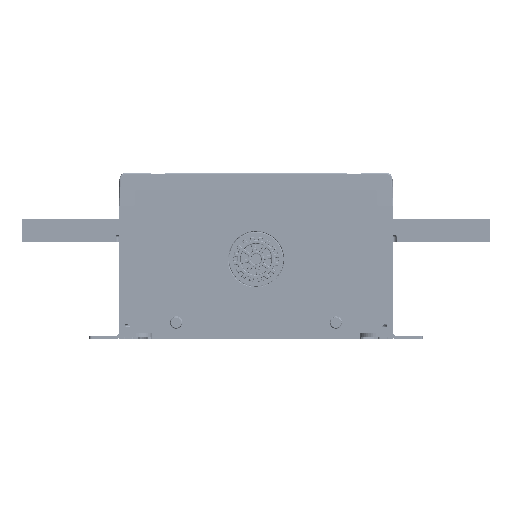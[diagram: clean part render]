
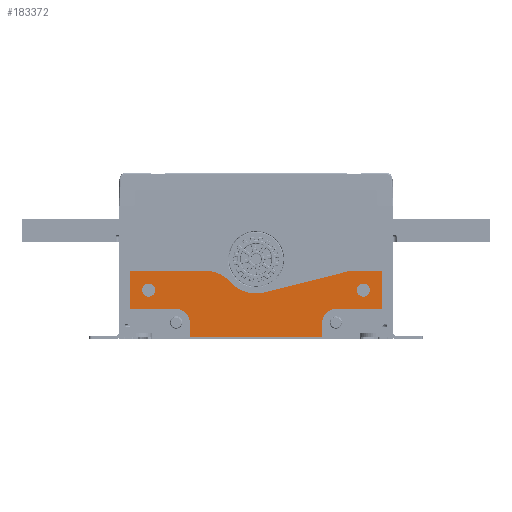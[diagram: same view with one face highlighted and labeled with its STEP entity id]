
A CAD part, front view. The second image highlights one B-rep face of the part: STEP entity #183372.
In plain terms, the highlighted planar face has unit normal (0, -1, 0).
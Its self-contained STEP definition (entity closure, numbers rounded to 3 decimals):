
#28416=DIRECTION('',(-1.,0.,0.));
#28417=VECTOR('',#28416,40.);
#28418=CARTESIAN_POINT('',(120.991,-375.468,
86.792));
#28419=LINE('',#28418,#28417);
#28420=CARTESIAN_POINT('',(80.991,-375.468,
74.792));
#28421=DIRECTION('',(0.,-1.,0.));
#28422=DIRECTION('',(0.,0.,1.));
#28423=AXIS2_PLACEMENT_3D('',#28420,#28421,#28422);
#28425=DIRECTION('',(0.,0.,-1.));
#28426=VECTOR('',#28425,12.5);
#28427=CARTESIAN_POINT('',(68.991,-375.468,
74.792));
#28428=LINE('',#28427,#28426);
#28429=DIRECTION('',(-1.,0.,0.));
#28430=VECTOR('',#28429,116.);
#28431=CARTESIAN_POINT('',(68.991,-375.468,
62.292));
#28432=LINE('',#28431,#28430);
#28433=DIRECTION('',(0.,0.,1.));
#28434=VECTOR('',#28433,12.5);
#28435=CARTESIAN_POINT('',(-47.009,-375.468,
62.292));
#28436=LINE('',#28435,#28434);
#28437=CARTESIAN_POINT('',(-59.009,-375.468,
74.792));
#28438=DIRECTION('',(0.,-1.,0.));
#28439=DIRECTION('',(1.,0.,0.));
#28440=AXIS2_PLACEMENT_3D('',#28437,#28438,#28439);
#28442=DIRECTION('',(-1.,0.,0.));
#28443=VECTOR('',#28442,40.);
#28444=CARTESIAN_POINT('',(-59.009,-375.468,
86.792));
#28445=LINE('',#28444,#28443);
#28446=DIRECTION('',(0.,0.,1.));
#28447=VECTOR('',#28446,33.5);
#28448=CARTESIAN_POINT('',(-99.009,-375.468,
86.792));
#28449=LINE('',#28448,#28447);
#28450=CARTESIAN_POINT('',(-33.731,-375.468,
90.292));
#28451=DIRECTION('',(0.,1.,0.));
#28452=DIRECTION('',(0.,0.,1.));
#28453=AXIS2_PLACEMENT_3D('',#28450,#28451,#28452);
#28455=CARTESIAN_POINT('',(10.991,-375.468,
130.292));
#28456=DIRECTION('',(0.,-1.,0.));
#28457=DIRECTION('',(-0.745,0.,-0.667));
#28458=AXIS2_PLACEMENT_3D('',#28455,#28456,#28457);
#28460=DIRECTION('',(0.97,0.,0.245));
#28461=VECTOR('',#28460,78.024);
#28462=CARTESIAN_POINT('',(18.33,-375.468,
101.203));
#28463=LINE('',#28462,#28461);
#28464=DIRECTION('',(0.,0.,-1.));
#28465=VECTOR('',#28464,33.5);
#28466=CARTESIAN_POINT('',(120.991,-375.468,
120.292));
#28467=LINE('',#28466,#28465);
#28468=CARTESIAN_POINT('',(-83.009,-375.468,
103.292));
#28469=DIRECTION('',(0.,-1.,0.));
#28470=DIRECTION('',(-1.,0.,0.));
#28471=AXIS2_PLACEMENT_3D('',#28468,#28469,#28470);
#28473=CARTESIAN_POINT('',(-83.009,-375.468,
103.292));
#28474=DIRECTION('',(0.,-1.,0.));
#28475=DIRECTION('',(1.,0.,0.));
#28476=AXIS2_PLACEMENT_3D('',#28473,#28474,#28475);
#28478=CARTESIAN_POINT('',(104.991,-375.468,
103.292));
#28479=DIRECTION('',(0.,-1.,0.));
#28480=DIRECTION('',(-1.,0.,0.));
#28481=AXIS2_PLACEMENT_3D('',#28478,#28479,#28480);
#28483=CARTESIAN_POINT('',(104.991,-375.468,
103.292));
#28484=DIRECTION('',(0.,-1.,0.));
#28485=DIRECTION('',(1.,0.,0.));
#28486=AXIS2_PLACEMENT_3D('',#28483,#28484,#28485);
#28569=DIRECTION('',(-1.,0.,0.));
#28570=VECTOR('',#28569,27.008);
#28571=CARTESIAN_POINT('',(120.991,-375.468,
120.292));
#28572=LINE('',#28571,#28570);
#28593=DIRECTION('',(-1.,0.,0.));
#28594=VECTOR('',#28593,65.279);
#28595=CARTESIAN_POINT('',(-33.731,-375.468,
120.292));
#28596=LINE('',#28595,#28594);
#132089=CARTESIAN_POINT('',(-47.009,-375.468,
62.292));
#132090=VERTEX_POINT('',#132089);
#132091=CARTESIAN_POINT('',(68.991,-375.468,
62.292));
#132092=VERTEX_POINT('',#132091);
#132241=CARTESIAN_POINT('',(-99.009,-375.468,
86.792));
#132242=VERTEX_POINT('',#132241);
#132243=CARTESIAN_POINT('',(-59.009,-375.468,
86.792));
#132244=VERTEX_POINT('',#132243);
#132883=CARTESIAN_POINT('',(68.991,-375.468,
74.792));
#132884=VERTEX_POINT('',#132883);
#132885=CARTESIAN_POINT('',(80.991,-375.468,
86.792));
#132886=VERTEX_POINT('',#132885);
#132893=CARTESIAN_POINT('',(120.991,-375.468,
86.792));
#132894=VERTEX_POINT('',#132893);
#132921=CARTESIAN_POINT('',(120.991,-375.468,
120.292));
#132922=VERTEX_POINT('',#132921);
#132929=CARTESIAN_POINT('',(-47.009,-375.468,
74.792));
#132930=VERTEX_POINT('',#132929);
#132931=CARTESIAN_POINT('',(-99.009,-375.468,
120.292));
#132932=VERTEX_POINT('',#132931);
#132933=CARTESIAN_POINT('',(-33.731,-375.468,
120.292));
#132934=VERTEX_POINT('',#132933);
#132935=CARTESIAN_POINT('',(-11.37,-375.468,
110.292));
#132936=VERTEX_POINT('',#132935);
#132937=CARTESIAN_POINT('',(18.33,-375.468,
101.203));
#132938=VERTEX_POINT('',#132937);
#132939=CARTESIAN_POINT('',(93.983,-375.468,
120.292));
#132940=VERTEX_POINT('',#132939);
#132941=CARTESIAN_POINT('',(-88.759,-375.468,
103.292));
#132942=CARTESIAN_POINT('',(-77.259,-375.468,
103.292));
#132943=VERTEX_POINT('',#132941);
#132944=VERTEX_POINT('',#132942);
#132945=CARTESIAN_POINT('',(99.241,-375.468,
103.292));
#132946=CARTESIAN_POINT('',(110.741,-375.468,
103.292));
#132947=VERTEX_POINT('',#132945);
#132948=VERTEX_POINT('',#132946);
#183328=CARTESIAN_POINT('',(10.991,-375.468,
91.292));
#183329=DIRECTION('',(0.,-1.,0.));
#183330=DIRECTION('',(-1.,0.,0.));
#183331=AXIS2_PLACEMENT_3D('',#183328,#183329,#183330);
#183332=PLANE('',#183331);
#183334=ORIENTED_EDGE('',*,*,#183333,.T.);
#183336=ORIENTED_EDGE('',*,*,#183335,.T.);
#183338=ORIENTED_EDGE('',*,*,#183337,.T.);
#183339=ORIENTED_EDGE('',*,*,#166763,.T.);
#183341=ORIENTED_EDGE('',*,*,#183340,.T.);
#183343=ORIENTED_EDGE('',*,*,#183342,.T.);
#183344=ORIENTED_EDGE('',*,*,#183304,.T.);
#183345=ORIENTED_EDGE('',*,*,#183242,.T.);
#183347=ORIENTED_EDGE('',*,*,#183346,.F.);
#183349=ORIENTED_EDGE('',*,*,#183348,.T.);
#183351=ORIENTED_EDGE('',*,*,#183350,.T.);
#183353=ORIENTED_EDGE('',*,*,#183352,.T.);
#183355=ORIENTED_EDGE('',*,*,#183354,.F.);
#183357=ORIENTED_EDGE('',*,*,#183356,.T.);
#183358=EDGE_LOOP('',(#183334,#183336,#183338,#183339,#183341,#183343,#183344,
#183345,#183347,#183349,#183351,#183353,#183355,#183357));
#183359=FACE_OUTER_BOUND('',#183358,.F.);
#183361=ORIENTED_EDGE('',*,*,#183360,.T.);
#183363=ORIENTED_EDGE('',*,*,#183362,.T.);
#183364=EDGE_LOOP('',(#183361,#183363));
#183365=FACE_BOUND('',#183364,.F.);
#183367=ORIENTED_EDGE('',*,*,#183366,.T.);
#183369=ORIENTED_EDGE('',*,*,#183368,.T.);
#183370=EDGE_LOOP('',(#183367,#183369));
#183371=FACE_BOUND('',#183370,.F.);
#28424=CIRCLE('',#28423,12.);
#28441=CIRCLE('',#28440,12.);
#28454=CIRCLE('',#28453,30.);
#28459=CIRCLE('',#28458,30.);
#28472=CIRCLE('',#28471,5.75);
#28477=CIRCLE('',#28476,5.75);
#28482=CIRCLE('',#28481,5.75);
#28487=CIRCLE('',#28486,5.75);
#166763=EDGE_CURVE('',#132092,#132090,#28432,.T.);
#183242=EDGE_CURVE('',#132242,#132932,#28449,.T.);
#183304=EDGE_CURVE('',#132244,#132242,#28445,.T.);
#183333=EDGE_CURVE('',#132894,#132886,#28419,.T.);
#183335=EDGE_CURVE('',#132886,#132884,#28424,.T.);
#183337=EDGE_CURVE('',#132884,#132092,#28428,.T.);
#183340=EDGE_CURVE('',#132090,#132930,#28436,.T.);
#183342=EDGE_CURVE('',#132930,#132244,#28441,.T.);
#183346=EDGE_CURVE('',#132934,#132932,#28596,.T.);
#183348=EDGE_CURVE('',#132934,#132936,#28454,.T.);
#183350=EDGE_CURVE('',#132936,#132938,#28459,.T.);
#183352=EDGE_CURVE('',#132938,#132940,#28463,.T.);
#183354=EDGE_CURVE('',#132922,#132940,#28572,.T.);
#183356=EDGE_CURVE('',#132922,#132894,#28467,.T.);
#183360=EDGE_CURVE('',#132943,#132944,#28472,.T.);
#183362=EDGE_CURVE('',#132944,#132943,#28477,.T.);
#183366=EDGE_CURVE('',#132947,#132948,#28482,.T.);
#183368=EDGE_CURVE('',#132948,#132947,#28487,.T.);
#183372=ADVANCED_FACE('',(#183359,#183365,#183371),#183332,.T.);
